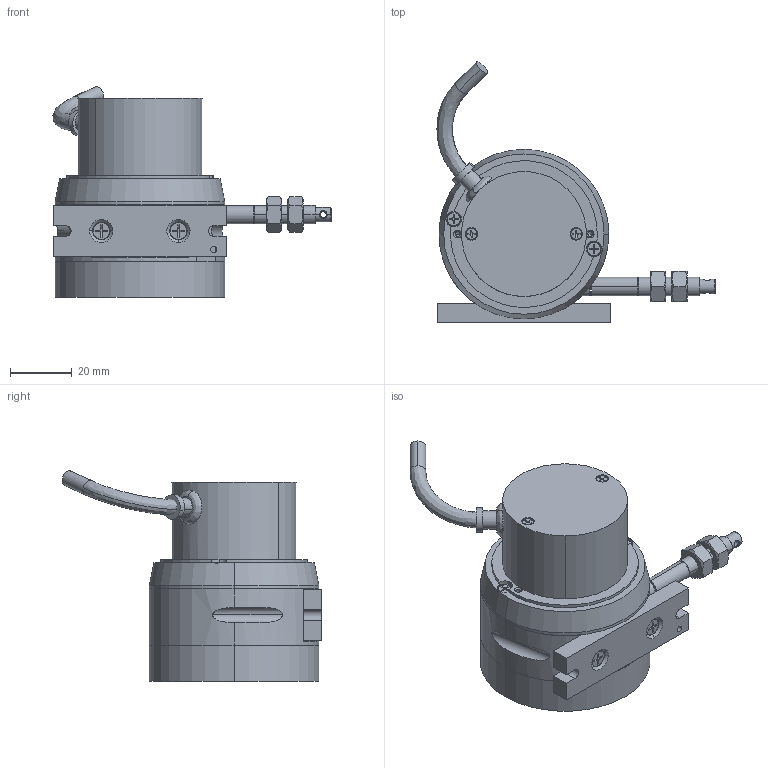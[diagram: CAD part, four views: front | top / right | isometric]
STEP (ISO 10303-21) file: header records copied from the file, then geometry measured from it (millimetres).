
FILE_DESCRIPTION (( 'STEP AP214' ), '1' );
FILE_NAME ('DWI-2M-H0500-RL2.STEP', '2025-01-06T13:59:11', ( '' ), ( '' ), 'SwSTEP 2.0', 'SolidWorks 2021', '' );
FILE_SCHEMA (( 'AUTOMOTIVE_DESIGN' ));
Length unit declared in the file: inch
Products named in the file (1): DWI-2M-H0500-RL2
Bounding box: 90.2 x 84.3 x 68.3 mm (x, y, z)
Volume: 60726.3 mm3; surface area: 39613.6 mm2
Topology: 21 solids, 21 shells, 627 faces, 1535 edges, 938 vertices
Faces by surface type: cylinder 228, plane 201, cone 132, bspline 66
Entity records: 21361 total; most frequent: CARTESIAN_POINT 6496, DIRECTION 3119, ORIENTED_EDGE 2982, EDGE_CURVE 1491, AXIS2_PLACEMENT_3D 1198, VERTEX_POINT 938, LINE 723, VECTOR 723
